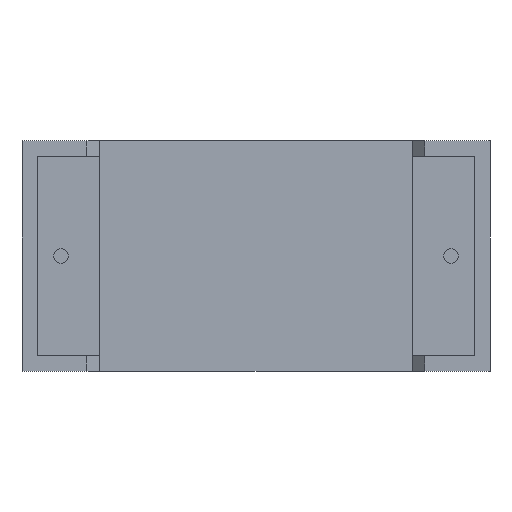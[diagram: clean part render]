
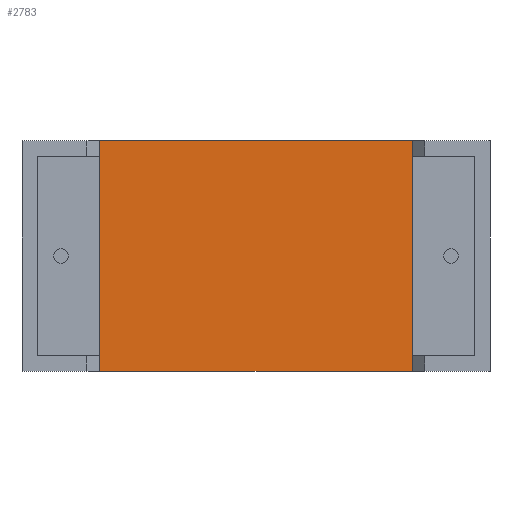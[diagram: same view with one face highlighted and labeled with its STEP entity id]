
A CAD part, front view. The second image highlights one B-rep face of the part: STEP entity #2783.
In plain terms, the highlighted planar face has unit normal (0, -1, 0).
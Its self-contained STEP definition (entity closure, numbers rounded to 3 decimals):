
#9 = LINE ( 'NONE', #1411, #1824 ) ;
#160 = LINE ( 'NONE', #1077, #2175 ) ;
#329 = VECTOR ( 'NONE', #495, 1000. ) ;
#441 = VERTEX_POINT ( 'NONE', #2577 ) ;
#495 = DIRECTION ( 'NONE',  ( -1., 0., 0. ) ) ;
#505 = VERTEX_POINT ( 'NONE', #709 ) ;
#545 = VERTEX_POINT ( 'NONE', #2158 ) ;
#613 = PLANE ( 'NONE',  #2366 ) ;
#709 = CARTESIAN_POINT ( 'NONE',  ( 22.5, 0.769, 0. ) ) ;
#733 = CARTESIAN_POINT ( 'NONE',  ( 13.5, 0.769, 0. ) ) ;
#819 = EDGE_CURVE ( 'NONE', #505, #2019, #9, .T. ) ;
#834 = LINE ( 'NONE', #2743, #1366 ) ;
#845 = DIRECTION ( 'NONE',  ( 0., 0., 1. ) ) ;
#1077 = CARTESIAN_POINT ( 'NONE',  ( 4.5, 0.769, 0. ) ) ;
#1092 = EDGE_CURVE ( 'NONE', #505, #545, #1661, .T. ) ;
#1101 = CARTESIAN_POINT ( 'NONE',  ( 22.5, 0.769, 13.3 ) ) ;
#1142 = FACE_OUTER_BOUND ( 'NONE', #1886, .T. ) ;
#1199 = ORIENTED_EDGE ( 'NONE', *, *, #1392, .T. ) ;
#1366 = VECTOR ( 'NONE', #2713, 1000. ) ;
#1392 = EDGE_CURVE ( 'NONE', #2019, #441, #834, .T. ) ;
#1411 = CARTESIAN_POINT ( 'NONE',  ( 22.5, 0.769, 0. ) ) ;
#1661 = LINE ( 'NONE', #733, #329 ) ;
#1732 = EDGE_CURVE ( 'NONE', #545, #441, #160, .T. ) ;
#1824 = VECTOR ( 'NONE', #2602, 1000. ) ;
#1886 = EDGE_LOOP ( 'NONE', ( #1199, #2354, #2751, #2520 ) ) ;
#2019 = VERTEX_POINT ( 'NONE', #1101 ) ;
#2076 = DIRECTION ( 'NONE',  ( 0., 1., 0. ) ) ;
#2158 = CARTESIAN_POINT ( 'NONE',  ( 4.5, 0.769, 0. ) ) ;
#2175 = VECTOR ( 'NONE', #845, 1000. ) ;
#2255 = DIRECTION ( 'NONE',  ( -1., 0., 0. ) ) ;
#2274 = CARTESIAN_POINT ( 'NONE',  ( 13.5, 0.769, 0. ) ) ;
#2354 = ORIENTED_EDGE ( 'NONE', *, *, #1732, .F. ) ;
#2366 = AXIS2_PLACEMENT_3D ( 'NONE', #2274, #2076, #2255 ) ;
#2520 = ORIENTED_EDGE ( 'NONE', *, *, #819, .T. ) ;
#2577 = CARTESIAN_POINT ( 'NONE',  ( 4.5, 0.769, 13.3 ) ) ;
#2602 = DIRECTION ( 'NONE',  ( 0., 0., 1. ) ) ;
#2713 = DIRECTION ( 'NONE',  ( -1., 0., 0. ) ) ;
#2743 = CARTESIAN_POINT ( 'NONE',  ( 13.5, 0.769, 13.3 ) ) ;
#2751 = ORIENTED_EDGE ( 'NONE', *, *, #1092, .F. ) ;
#2783 = ADVANCED_FACE ( 'NONE', ( #1142 ), #613, .F. ) ;
